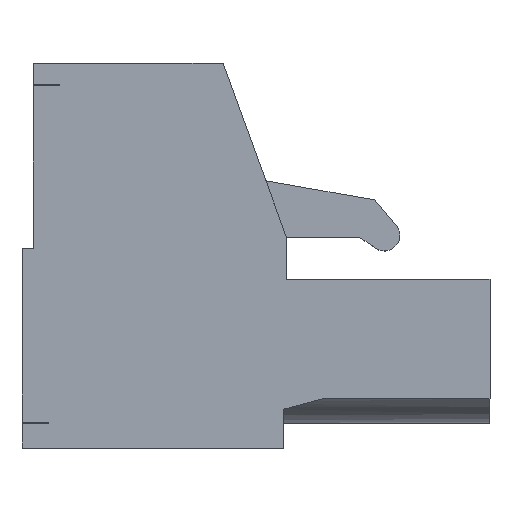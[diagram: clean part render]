
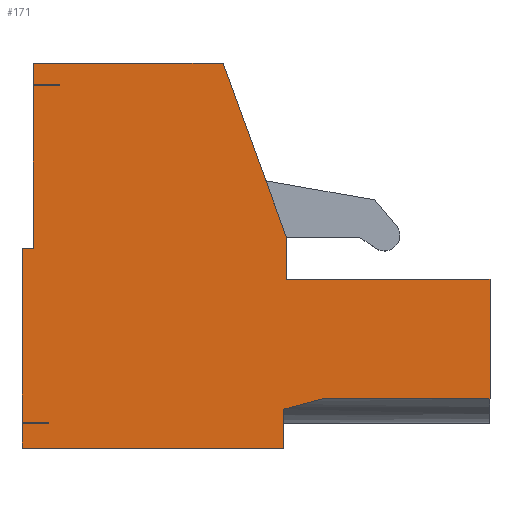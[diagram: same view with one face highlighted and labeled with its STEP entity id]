
A CAD part, top view. The second image highlights one B-rep face of the part: STEP entity #171.
In plain terms, the highlighted planar face has unit normal (0, 0, 1).
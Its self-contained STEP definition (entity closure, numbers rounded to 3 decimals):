
#171 = ADVANCED_FACE( '', ( #407 ), #408, .F. );
#407 = FACE_OUTER_BOUND( '', #703, .T. );
#408 = PLANE( '', #704 );
#703 = EDGE_LOOP( '', ( #1136, #1137, #1138, #1139, #1140, #1141, #1142, #1143, #1144, #1145, #1146, #1147, #1148, #1149, #1150, #1151, #1152, #1153, #1154, #1155 ) );
#704 = AXIS2_PLACEMENT_3D( '', #1156, #1157, #1158 );
#1136 = ORIENTED_EDGE( '', *, *, #1839, .T. );
#1137 = ORIENTED_EDGE( '', *, *, #1840, .T. );
#1138 = ORIENTED_EDGE( '', *, *, #1841, .T. );
#1139 = ORIENTED_EDGE( '', *, *, #1842, .T. );
#1140 = ORIENTED_EDGE( '', *, *, #1843, .T. );
#1141 = ORIENTED_EDGE( '', *, *, #1844, .T. );
#1142 = ORIENTED_EDGE( '', *, *, #1845, .F. );
#1143 = ORIENTED_EDGE( '', *, *, #1823, .T. );
#1144 = ORIENTED_EDGE( '', *, *, #1777, .F. );
#1145 = ORIENTED_EDGE( '', *, *, #1846, .T. );
#1146 = ORIENTED_EDGE( '', *, *, #1847, .T. );
#1147 = ORIENTED_EDGE( '', *, *, #1848, .T. );
#1148 = ORIENTED_EDGE( '', *, *, #1753, .T. );
#1149 = ORIENTED_EDGE( '', *, *, #1849, .T. );
#1150 = ORIENTED_EDGE( '', *, *, #1850, .F. );
#1151 = ORIENTED_EDGE( '', *, *, #1851, .T. );
#1152 = ORIENTED_EDGE( '', *, *, #1852, .T. );
#1153 = ORIENTED_EDGE( '', *, *, #1853, .T. );
#1154 = ORIENTED_EDGE( '', *, *, #1854, .T. );
#1155 = ORIENTED_EDGE( '', *, *, #1855, .T. );
#1156 = CARTESIAN_POINT( '', ( 273.592, 202.842, 110.2 ) );
#1157 = DIRECTION( '', ( 0., 0., -1. ) );
#1158 = DIRECTION( '', ( 1., 0., 0. ) );
#1753 = EDGE_CURVE( '', #2100, #2098, #2101, .T. );
#1777 = EDGE_CURVE( '', #2143, #2144, #2145, .T. );
#1823 = EDGE_CURVE( '', #2216, #2144, #2217, .T. );
#1839 = EDGE_CURVE( '', #2243, #2244, #2245, .T. );
#1840 = EDGE_CURVE( '', #2244, #2246, #2247, .T. );
#1841 = EDGE_CURVE( '', #2246, #2248, #2249, .T. );
#1842 = EDGE_CURVE( '', #2248, #2250, #2251, .T. );
#1843 = EDGE_CURVE( '', #2250, #2252, #2253, .T. );
#1844 = EDGE_CURVE( '', #2252, #2254, #2255, .T. );
#1845 = EDGE_CURVE( '', #2216, #2254, #2256, .T. );
#1846 = EDGE_CURVE( '', #2143, #2257, #2258, .T. );
#1847 = EDGE_CURVE( '', #2257, #2259, #2260, .T. );
#1848 = EDGE_CURVE( '', #2259, #2100, #2261, .T. );
#1849 = EDGE_CURVE( '', #2098, #2262, #2263, .T. );
#1850 = EDGE_CURVE( '', #2264, #2262, #2265, .T. );
#1851 = EDGE_CURVE( '', #2264, #2266, #2267, .T. );
#1852 = EDGE_CURVE( '', #2266, #2268, #2269, .T. );
#1853 = EDGE_CURVE( '', #2268, #2270, #2271, .T. );
#1854 = EDGE_CURVE( '', #2270, #2272, #2273, .T. );
#1855 = EDGE_CURVE( '', #2272, #2243, #2274, .T. );
#2098 = VERTEX_POINT( '', #2588 );
#2100 = VERTEX_POINT( '', #2591 );
#2101 = LINE( '', #2592, #2593 );
#2143 = VERTEX_POINT( '', #2649 );
#2144 = VERTEX_POINT( '', #2650 );
#2145 = LINE( '', #2651, #2652 );
#2216 = VERTEX_POINT( '', #2749 );
#2217 = LINE( '', #2750, #2751 );
#2243 = VERTEX_POINT( '', #2787 );
#2244 = VERTEX_POINT( '', #2788 );
#2245 = LINE( '', #2789, #2790 );
#2246 = VERTEX_POINT( '', #2791 );
#2247 = LINE( '', #2792, #2793 );
#2248 = VERTEX_POINT( '', #2794 );
#2249 = LINE( '', #2795, #2796 );
#2250 = VERTEX_POINT( '', #2797 );
#2251 = LINE( '', #2798, #2799 );
#2252 = VERTEX_POINT( '', #2800 );
#2253 = LINE( '', #2801, #2802 );
#2254 = VERTEX_POINT( '', #2803 );
#2255 = LINE( '', #2804, #2805 );
#2256 = LINE( '', #2806, #2807 );
#2257 = VERTEX_POINT( '', #2808 );
#2258 = LINE( '', #2809, #2810 );
#2259 = VERTEX_POINT( '', #2811 );
#2260 = LINE( '', #2812, #2813 );
#2261 = LINE( '', #2814, #2815 );
#2262 = VERTEX_POINT( '', #2816 );
#2263 = LINE( '', #2817, #2818 );
#2264 = VERTEX_POINT( '', #2819 );
#2265 = LINE( '', #2820, #2821 );
#2266 = VERTEX_POINT( '', #2822 );
#2267 = LINE( '', #2823, #2824 );
#2268 = VERTEX_POINT( '', #2825 );
#2269 = LINE( '', #2826, #2827 );
#2270 = VERTEX_POINT( '', #2828 );
#2271 = LINE( '', #2829, #2830 );
#2272 = VERTEX_POINT( '', #2831 );
#2273 = LINE( '', #2832, #2833 );
#2274 = LINE( '', #2834, #2835 );
#2588 = CARTESIAN_POINT( '', ( 255.192, 210.692, 110.2 ) );
#2591 = CARTESIAN_POINT( '', ( 255.192, 211.542, 110.2 ) );
#2592 = CARTESIAN_POINT( '', ( 255.192, 210.382, 110.2 ) );
#2593 = VECTOR( '', #3177, 1000. );
#2649 = CARTESIAN_POINT( '', ( 265.392, 202.842, 110.2 ) );
#2650 = CARTESIAN_POINT( '', ( 273.592, 202.842, 110.2 ) );
#2651 = CARTESIAN_POINT( '', ( 273.692, 202.842, 110.2 ) );
#2652 = VECTOR( '', #3207, 1000. );
#2749 = CARTESIAN_POINT( '', ( 273.592, 198.042, 110.2 ) );
#2750 = CARTESIAN_POINT( '', ( 273.592, 198.942, 110.2 ) );
#2751 = VECTOR( '', #3255, 1000. );
#2787 = CARTESIAN_POINT( '', ( 255.792, 197.092, 110.2 ) );
#2788 = CARTESIAN_POINT( '', ( 255.792, 197.042, 110.2 ) );
#2789 = CARTESIAN_POINT( '', ( 255.792, 197.042, 110.2 ) );
#2790 = VECTOR( '', #3275, 1000. );
#2791 = CARTESIAN_POINT( '', ( 254.742, 197.042, 110.2 ) );
#2792 = CARTESIAN_POINT( '', ( 254.542, 197.042, 110.2 ) );
#2793 = VECTOR( '', #3276, 1000. );
#2794 = CARTESIAN_POINT( '', ( 254.742, 196.042, 110.2 ) );
#2795 = CARTESIAN_POINT( '', ( 254.742, 196.042, 110.2 ) );
#2796 = VECTOR( '', #3277, 1000. );
#2797 = CARTESIAN_POINT( '', ( 265.292, 196.042, 110.2 ) );
#2798 = CARTESIAN_POINT( '', ( 265.392, 196.042, 110.2 ) );
#2799 = VECTOR( '', #3278, 1000. );
#2800 = CARTESIAN_POINT( '', ( 265.292, 197.615, 110.2 ) );
#2801 = CARTESIAN_POINT( '', ( 265.292, 197.642, 110.2 ) );
#2802 = VECTOR( '', #3279, 1000. );
#2803 = CARTESIAN_POINT( '', ( 266.885, 198.042, 110.2 ) );
#2804 = CARTESIAN_POINT( '', ( 266.885, 198.042, 110.2 ) );
#2805 = VECTOR( '', #3280, 1000. );
#2806 = CARTESIAN_POINT( '', ( 266.885, 198.042, 110.2 ) );
#2807 = VECTOR( '', #3281, 1000. );
#2808 = CARTESIAN_POINT( '', ( 265.392, 204.542, 110.2 ) );
#2809 = CARTESIAN_POINT( '', ( 265.392, 197.642, 110.2 ) );
#2810 = VECTOR( '', #3282, 1000. );
#2811 = CARTESIAN_POINT( '', ( 262.844, 211.542, 110.2 ) );
#2812 = CARTESIAN_POINT( '', ( 263.026, 211.042, 110.2 ) );
#2813 = VECTOR( '', #3283, 1000. );
#2814 = CARTESIAN_POINT( '', ( 255.042, 211.542, 110.2 ) );
#2815 = VECTOR( '', #3284, 1000. );
#2816 = CARTESIAN_POINT( '', ( 256.242, 210.692, 110.2 ) );
#2817 = CARTESIAN_POINT( '', ( 255.742, 210.692, 110.2 ) );
#2818 = VECTOR( '', #3285, 1000. );
#2819 = CARTESIAN_POINT( '', ( 256.242, 210.642, 110.2 ) );
#2820 = CARTESIAN_POINT( '', ( 256.242, 210.232, 110.2 ) );
#2821 = VECTOR( '', #3286, 1000. );
#2822 = CARTESIAN_POINT( '', ( 255.192, 210.642, 110.2 ) );
#2823 = CARTESIAN_POINT( '', ( 255.942, 210.642, 110.2 ) );
#2824 = VECTOR( '', #3287, 1000. );
#2825 = CARTESIAN_POINT( '', ( 255.192, 204.092, 110.2 ) );
#2826 = CARTESIAN_POINT( '', ( 255.192, 203.542, 110.2 ) );
#2827 = VECTOR( '', #3288, 1000. );
#2828 = CARTESIAN_POINT( '', ( 254.742, 204.092, 110.2 ) );
#2829 = CARTESIAN_POINT( '', ( 254.742, 204.092, 110.2 ) );
#2830 = VECTOR( '', #3289, 1000. );
#2831 = CARTESIAN_POINT( '', ( 254.742, 197.092, 110.2 ) );
#2832 = CARTESIAN_POINT( '', ( 254.742, 196.742, 110.2 ) );
#2833 = VECTOR( '', #3290, 1000. );
#2834 = CARTESIAN_POINT( '', ( 256.942, 197.092, 110.2 ) );
#2835 = VECTOR( '', #3291, 1000. );
#3177 = DIRECTION( '', ( 0., -1., 0. ) );
#3207 = DIRECTION( '', ( 1., 0., 0. ) );
#3255 = DIRECTION( '', ( 0., 1., 0. ) );
#3275 = DIRECTION( '', ( 0., -1., 0. ) );
#3276 = DIRECTION( '', ( -1., 0., 0. ) );
#3277 = DIRECTION( '', ( 0., -1., 0. ) );
#3278 = DIRECTION( '', ( 1., 0., 0. ) );
#3279 = DIRECTION( '', ( 0., 1., 0. ) );
#3280 = DIRECTION( '', ( 0.966, 0.259, 0. ) );
#3281 = DIRECTION( '', ( -1., 0., 0. ) );
#3282 = DIRECTION( '', ( 0., 1., 0. ) );
#3283 = DIRECTION( '', ( -0.342, 0.94, 0. ) );
#3284 = DIRECTION( '', ( -1., 0., 0. ) );
#3285 = DIRECTION( '', ( 1., 0., 0. ) );
#3286 = DIRECTION( '', ( 0., 1., 0. ) );
#3287 = DIRECTION( '', ( -1., 0., 0. ) );
#3288 = DIRECTION( '', ( 0., -1., 0. ) );
#3289 = DIRECTION( '', ( -1., 0., 0. ) );
#3290 = DIRECTION( '', ( 0., -1., 0. ) );
#3291 = DIRECTION( '', ( 1., 0., 0. ) );
